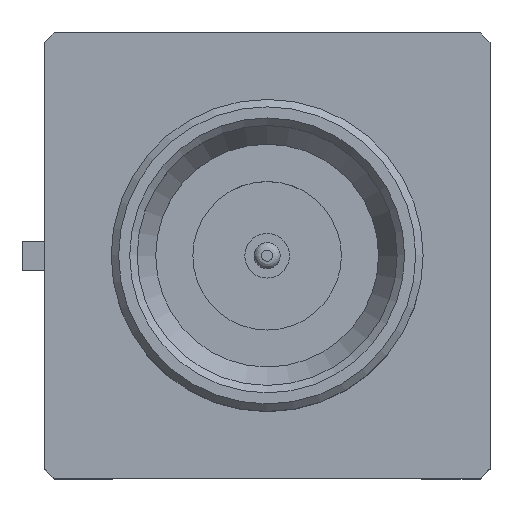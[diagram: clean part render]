
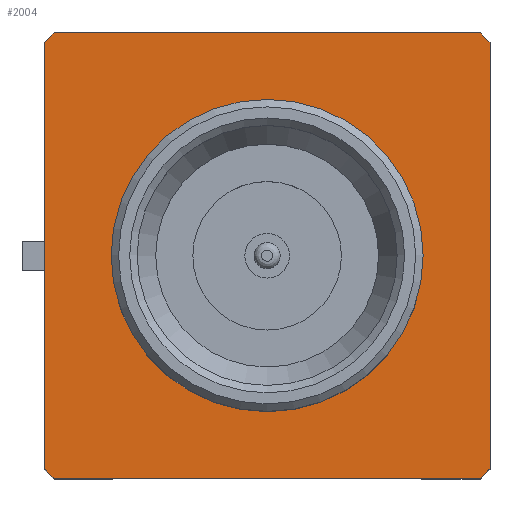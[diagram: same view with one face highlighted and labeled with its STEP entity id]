
A CAD part, top view. The second image highlights one B-rep face of the part: STEP entity #2004.
In plain terms, the highlighted planar face has unit normal (0, 0, 1).
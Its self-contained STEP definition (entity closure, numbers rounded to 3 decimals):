
#17=FACE_BOUND('',#234,.T.);
#126=FACE_OUTER_BOUND('',#233,.T.);
#233=EDGE_LOOP('',(#1529,#1530,#1531,#1532,#1533,#1534,#1535,#1536));
#234=EDGE_LOOP('',(#1537));
#388=LINE('',#3162,#587);
#395=LINE('',#3175,#594);
#404=LINE('',#3193,#603);
#419=LINE('',#3232,#618);
#587=VECTOR('',#2583,1000.);
#594=VECTOR('',#2596,1000.);
#603=VECTOR('',#2611,1000.);
#618=VECTOR('',#2648,1000.);
#698=CIRCLE('',#2122,4.15);
#699=CIRCLE('',#2124,4.15);
#700=CIRCLE('',#2126,2.1);
#726=CIRCLE('',#2184,4.15);
#727=CIRCLE('',#2186,4.15);
#809=VERTEX_POINT('',#2998);
#810=VERTEX_POINT('',#3000);
#811=VERTEX_POINT('',#3004);
#812=VERTEX_POINT('',#3006);
#813=VERTEX_POINT('',#3010);
#868=VERTEX_POINT('',#3155);
#879=VERTEX_POINT('',#3191);
#891=VERTEX_POINT('',#3227);
#892=VERTEX_POINT('',#3231);
#1019=EDGE_CURVE('',#809,#810,#698,.F.);
#1022=EDGE_CURVE('',#811,#812,#699,.F.);
#1023=EDGE_CURVE('',#813,#813,#700,.T.);
#1097=EDGE_CURVE('',#811,#868,#388,.T.);
#1104=EDGE_CURVE('',#809,#812,#395,.T.);
#1113=EDGE_CURVE('',#879,#810,#404,.T.);
#1131=EDGE_CURVE('',#879,#891,#726,.F.);
#1132=EDGE_CURVE('',#892,#891,#419,.T.);
#1133=EDGE_CURVE('',#892,#868,#727,.F.);
#1529=ORIENTED_EDGE('',*,*,#1132,.F.);
#1530=ORIENTED_EDGE('',*,*,#1133,.T.);
#1531=ORIENTED_EDGE('',*,*,#1097,.F.);
#1532=ORIENTED_EDGE('',*,*,#1022,.T.);
#1533=ORIENTED_EDGE('',*,*,#1104,.F.);
#1534=ORIENTED_EDGE('',*,*,#1019,.T.);
#1535=ORIENTED_EDGE('',*,*,#1113,.F.);
#1536=ORIENTED_EDGE('',*,*,#1131,.T.);
#1537=ORIENTED_EDGE('',*,*,#1023,.T.);
#1798=PLANE('',#2185);
#2004=ADVANCED_FACE('',(#126,#17),#1798,.F.);
#2122=AXIS2_PLACEMENT_3D('',#3002,#2436,#2437);
#2124=AXIS2_PLACEMENT_3D('',#3008,#2442,#2443);
#2126=AXIS2_PLACEMENT_3D('',#3011,#2446,#2447);
#2184=AXIS2_PLACEMENT_3D('',#3229,#2644,#2645);
#2185=AXIS2_PLACEMENT_3D('',#3230,#2646,#2647);
#2186=AXIS2_PLACEMENT_3D('',#3233,#2649,#2650);
#2436=DIRECTION('center_axis',(0.,0.,-1.));
#2437=DIRECTION('ref_axis',(-1.,0.,0.));
#2442=DIRECTION('center_axis',(0.,0.,-1.));
#2443=DIRECTION('ref_axis',(-1.,0.,0.));
#2446=DIRECTION('center_axis',(0.,0.,-1.));
#2447=DIRECTION('ref_axis',(0.,-1.,0.));
#2583=DIRECTION('',(-1.,0.,0.));
#2596=DIRECTION('',(0.,-1.,0.));
#2611=DIRECTION('',(1.,0.,0.));
#2644=DIRECTION('center_axis',(0.,0.,-1.));
#2645=DIRECTION('ref_axis',(-1.,0.,0.));
#2646=DIRECTION('center_axis',(0.,0.,-1.));
#2647=DIRECTION('ref_axis',(-1.,0.,0.));
#2648=DIRECTION('',(0.,1.,0.));
#2649=DIRECTION('center_axis',(0.,0.,-1.));
#2650=DIRECTION('ref_axis',(-1.,0.,0.));
#2998=CARTESIAN_POINT('',(3.,2.867,0.));
#3000=CARTESIAN_POINT('',(2.867,3.,0.));
#3002=CARTESIAN_POINT('Origin',(0.,0.,0.));
#3004=CARTESIAN_POINT('',(2.867,-3.,0.));
#3006=CARTESIAN_POINT('',(3.,-2.867,0.));
#3008=CARTESIAN_POINT('Origin',(0.,0.,0.));
#3010=CARTESIAN_POINT('',(2.1,0.,0.));
#3011=CARTESIAN_POINT('Origin',(0.,0.,0.));
#3155=CARTESIAN_POINT('',(-2.867,-3.,0.));
#3162=CARTESIAN_POINT('',(3.,-3.,0.));
#3175=CARTESIAN_POINT('',(3.,3.,0.));
#3191=CARTESIAN_POINT('',(-2.867,3.,0.));
#3193=CARTESIAN_POINT('',(-3.,3.,0.));
#3227=CARTESIAN_POINT('',(-3.,2.867,0.));
#3229=CARTESIAN_POINT('Origin',(0.,0.,0.));
#3230=CARTESIAN_POINT('Origin',(0.,0.,0.));
#3231=CARTESIAN_POINT('',(-3.,-2.867,0.));
#3232=CARTESIAN_POINT('',(-3.,-3.,0.));
#3233=CARTESIAN_POINT('Origin',(0.,0.,0.));
